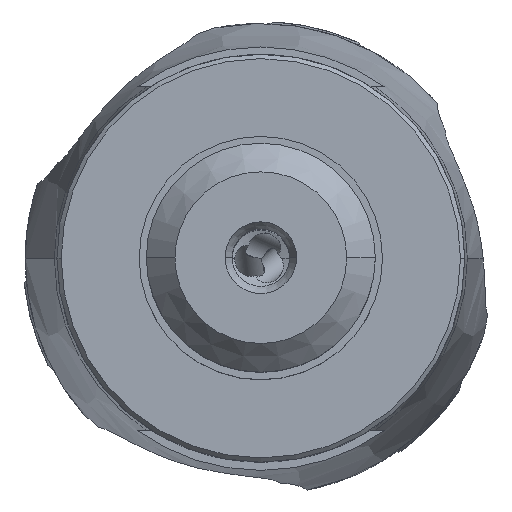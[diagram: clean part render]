
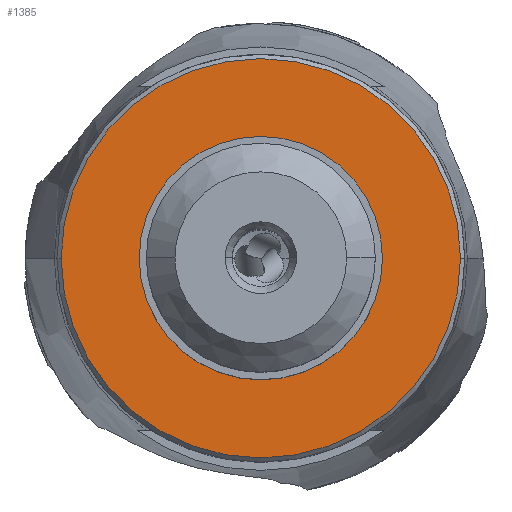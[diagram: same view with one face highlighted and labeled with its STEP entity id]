
A CAD part, top view. The second image highlights one B-rep face of the part: STEP entity #1385.
In plain terms, the highlighted planar face has unit normal (0, 0, 1).
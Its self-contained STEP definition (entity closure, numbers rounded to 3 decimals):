
#1385=ADVANCED_FACE('',(#1716,#1717),#1659,.T.);
#1659=PLANE('',#7995);
#1716=FACE_BOUND('',#1932,.T.);
#1717=FACE_BOUND('',#1933,.T.);
#1932=EDGE_LOOP('',(#3764,#3765,#3766));
#1933=EDGE_LOOP('',(#3767,#3768));
#2308=CIRCLE('',#7987,8.5);
#2310=CIRCLE('',#7990,8.5);
#2311=CIRCLE('',#7992,13.95);
#2312=CIRCLE('',#7993,13.95);
#2313=CIRCLE('',#7994,13.95);
#3764=ORIENTED_EDGE('',*,*,#6296,.F.);
#3765=ORIENTED_EDGE('',*,*,#6297,.F.);
#3766=ORIENTED_EDGE('',*,*,#6298,.F.);
#3767=ORIENTED_EDGE('',*,*,#6293,.F.);
#3768=ORIENTED_EDGE('',*,*,#6295,.F.);
#5324=VERTEX_POINT('',#14870);
#5325=VERTEX_POINT('',#14872);
#5326=VERTEX_POINT('',#14878);
#5327=VERTEX_POINT('',#14879);
#5328=VERTEX_POINT('',#14881);
#6293=EDGE_CURVE('',#5324,#5325,#2308,.T.);
#6295=EDGE_CURVE('',#5325,#5324,#2310,.T.);
#6296=EDGE_CURVE('',#5326,#5327,#2311,.T.);
#6297=EDGE_CURVE('',#5328,#5326,#2312,.T.);
#6298=EDGE_CURVE('',#5327,#5328,#2313,.T.);
#7987=AXIS2_PLACEMENT_3D('',#14871,#9509,#9510);
#7990=AXIS2_PLACEMENT_3D('',#14875,#9515,#9516);
#7992=AXIS2_PLACEMENT_3D('',#14877,#9519,#9520);
#7993=AXIS2_PLACEMENT_3D('',#14880,#9521,#9522);
#7994=AXIS2_PLACEMENT_3D('',#14882,#9523,#9524);
#7995=AXIS2_PLACEMENT_3D('',#14883,#9525,#9526);
#9509=DIRECTION('',(0.,0.,1.));
#9510=DIRECTION('',(1.,0.,0.));
#9515=DIRECTION('',(0.,0.,1.));
#9516=DIRECTION('',(-1.,0.,0.));
#9519=DIRECTION('',(0.,0.,-1.));
#9520=DIRECTION('',(-1.,0.,0.));
#9521=DIRECTION('',(0.,0.,-1.));
#9522=DIRECTION('',(0.,-1.,0.));
#9523=DIRECTION('',(0.,0.,-1.));
#9524=DIRECTION('',(1.,0.,0.));
#9525=DIRECTION('',(0.,0.,1.));
#9526=DIRECTION('',(-1.,0.,0.));
#14870=CARTESIAN_POINT('',(8.5,0.,0.));
#14871=CARTESIAN_POINT('',(0.,0.,0.));
#14872=CARTESIAN_POINT('',(-8.5,0.,0.));
#14875=CARTESIAN_POINT('',(0.,0.,0.));
#14877=CARTESIAN_POINT('',(0.,0.,0.));
#14878=CARTESIAN_POINT('',(-13.95,0.,0.));
#14879=CARTESIAN_POINT('',(13.95,0.,0.));
#14880=CARTESIAN_POINT('',(0.,0.,0.));
#14881=CARTESIAN_POINT('',(0.,-13.95,0.));
#14882=CARTESIAN_POINT('',(0.,0.,0.));
#14883=CARTESIAN_POINT('',(0.,0.001,0.));
